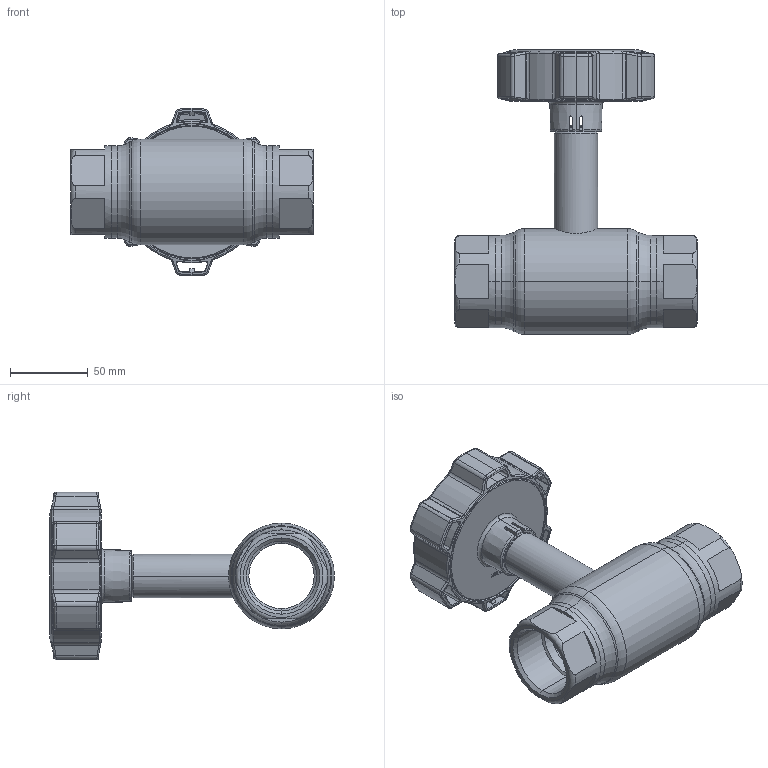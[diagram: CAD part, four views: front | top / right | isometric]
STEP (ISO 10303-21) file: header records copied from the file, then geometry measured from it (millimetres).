
FILE_DESCRIPTION (( 'STEP AP214' ), '1' );
FILE_NAME ('1040002001-1200.step', '2024-01-16T11:10:06', ( '' ), ( '' ), 'SwSTEP 2.0', 'SolidWorks 2021', '' );
FILE_SCHEMA (( 'AUTOMOTIVE_DESIGN' ));
Length unit declared in the file: millimetre
Products named in the file (1): 1040002001-1200
Bounding box: 156 x 183.15 x 107.98 mm (x, y, z)
Surface area: 94392.8 mm2 (no closed solid volume)
Topology: 0 solids, 10 shells, 532 faces, 1514 edges, 959 vertices
Faces by surface type: bspline 158, plane 135, cylinder 111, torus 75, cone 47, sphere 6
Entity records: 31616 total; most frequent: CARTESIAN_POINT 13418, ORIENTED_EDGE 2687, DIRECTION 2220, EDGE_CURVE 1514, VERTEX_POINT 959, AXIS2_PLACEMENT_3D 863, EDGE_LOOP 562, UNCERTAINTY_MEASURE_WITH_UNIT 534
